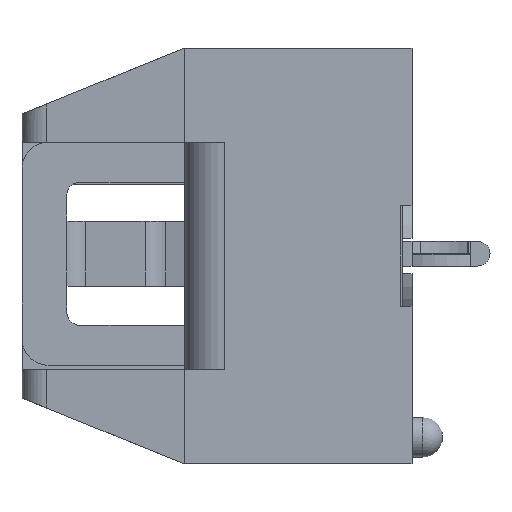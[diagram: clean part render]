
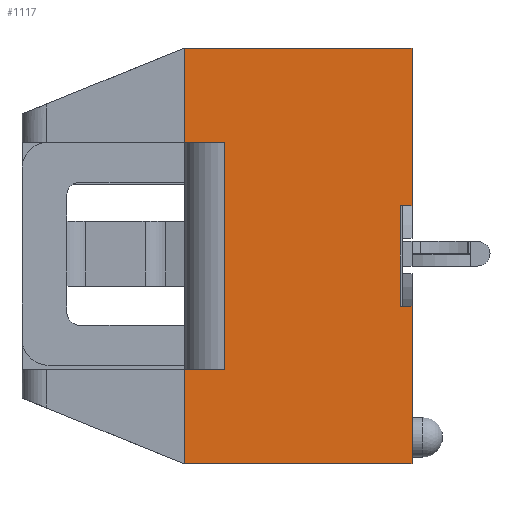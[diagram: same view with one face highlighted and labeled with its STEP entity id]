
A CAD part, left-side view. The second image highlights one B-rep face of the part: STEP entity #1117.
In plain terms, the highlighted planar face has unit normal (-1, 0, 0).
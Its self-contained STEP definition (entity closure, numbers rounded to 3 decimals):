
#802 = EDGE_CURVE ( 'NONE', #803, #804, #8573, .T. ) ;
#803 = VERTEX_POINT ( 'NONE', #8569 ) ;
#804 = VERTEX_POINT ( 'NONE', #8566 ) ;
#1057 = VERTEX_POINT ( 'NONE', #10131 ) ;
#1069 = VERTEX_POINT ( 'NONE', #10207 ) ;
#1071 = ORIENTED_EDGE ( 'NONE', *, *, #1072, .F. ) ;
#1072 = EDGE_CURVE ( 'NONE', #803, #1057, #10200, .T. ) ;
#1073 = ORIENTED_EDGE ( 'NONE', *, *, #802, .T. ) ;
#1074 = ORIENTED_EDGE ( 'NONE', *, *, #1075, .T. ) ;
#1075 = EDGE_CURVE ( 'NONE', #804, #1111, #10193, .T. ) ;
#1108 = VERTEX_POINT ( 'NONE', #10495 ) ;
#1110 = EDGE_CURVE ( 'NONE', #1108, #1111, #10493, .T. ) ;
#1111 = VERTEX_POINT ( 'NONE', #10485 ) ;
#1117 = ADVANCED_FACE ( 'NONE', ( #10458 ), #10549, .T. ) ;
#1118 = EDGE_LOOP ( 'NONE', ( #1119, #1120, #1122, #1123, #1126, #1131, #1133, #1134, #1137, #1071, #1073, #1074 ) ) ;
#1119 = ORIENTED_EDGE ( 'NONE', *, *, #1110, .F. ) ;
#1120 = ORIENTED_EDGE ( 'NONE', *, *, #1121, .F. ) ;
#1121 = EDGE_CURVE ( 'NONE', #1190, #1108, #10531, .T. ) ;
#1122 = ORIENTED_EDGE ( 'NONE', *, *, #1189, .T. ) ;
#1123 = ORIENTED_EDGE ( 'NONE', *, *, #1124, .F. ) ;
#1124 = EDGE_CURVE ( 'NONE', #1125, #1160, #10526, .T. ) ;
#1125 = VERTEX_POINT ( 'NONE', #10520 ) ;
#1126 = ORIENTED_EDGE ( 'NONE', *, *, #1129, .T. ) ;
#1127 = EDGE_CURVE ( 'NONE', #1128, #1069, #10518, .T. ) ;
#1128 = VERTEX_POINT ( 'NONE', #10628 ) ;
#1129 = EDGE_CURVE ( 'NONE', #1125, #1130, #10623, .T. ) ;
#1130 = VERTEX_POINT ( 'NONE', #10617 ) ;
#1131 = ORIENTED_EDGE ( 'NONE', *, *, #1132, .T. ) ;
#1132 = EDGE_CURVE ( 'NONE', #1130, #1128, #10613, .T. ) ;
#1133 = ORIENTED_EDGE ( 'NONE', *, *, #1127, .T. ) ;
#1134 = ORIENTED_EDGE ( 'NONE', *, *, #1135, .T. ) ;
#1135 = EDGE_CURVE ( 'NONE', #1069, #1136, #10606, .T. ) ;
#1136 = VERTEX_POINT ( 'NONE', #10599 ) ;
#1137 = ORIENTED_EDGE ( 'NONE', *, *, #1138, .T. ) ;
#1138 = EDGE_CURVE ( 'NONE', #1136, #1057, #10597, .T. ) ;
#1160 = VERTEX_POINT ( 'NONE', #10788 ) ;
#1189 = EDGE_CURVE ( 'NONE', #1190, #1160, #10859, .T. ) ;
#1190 = VERTEX_POINT ( 'NONE', #10854 ) ;
#8566 = CARTESIAN_POINT ( 'NONE',  ( -14.117, -7.849, -3.005 ) ) ;
#8569 = CARTESIAN_POINT ( 'NONE',  ( -14.117, -7.849, -9.165 ) ) ;
#8570 = DIRECTION ( 'NONE',  ( 0., 0., 1. ) ) ;
#8571 = VECTOR ( 'NONE', #8570, 1000. ) ;
#8572 = CARTESIAN_POINT ( 'NONE',  ( -14.117, -7.849, -9.165 ) ) ;
#8573 = LINE ( 'NONE', #8572, #8571 ) ;
#10131 = CARTESIAN_POINT ( 'NONE',  ( -14.117, 1.041, -9.165 ) ) ;
#10189 = DIRECTION ( 'NONE',  ( 0., 1., 0. ) ) ;
#10190 = VECTOR ( 'NONE', #10189, 1000. ) ;
#10191 = CARTESIAN_POINT ( 'NONE',  ( -14.117, -7.849, -3.005 ) ) ;
#10193 = LINE ( 'NONE', #10191, #10190 ) ;
#10195 = DIRECTION ( 'NONE',  ( 0., 1., 0. ) ) ;
#10197 = VECTOR ( 'NONE', #10195, 1000. ) ;
#10198 = CARTESIAN_POINT ( 'NONE',  ( -14.117, -7.468, -9.165 ) ) ;
#10200 = LINE ( 'NONE', #10198, #10197 ) ;
#10207 = CARTESIAN_POINT ( 'NONE',  ( -14.117, -0.533, -5.482 ) ) ;
#10458 = FACE_OUTER_BOUND ( 'NONE', #1118, .T. ) ;
#10485 = CARTESIAN_POINT ( 'NONE',  ( -14.117, -7.391, -3.005 ) ) ;
#10488 = DIRECTION ( 'NONE',  ( 0., 0., -1. ) ) ;
#10490 = VECTOR ( 'NONE', #10488, 1000. ) ;
#10492 = CARTESIAN_POINT ( 'NONE',  ( -14.117, -7.391, 0.932 ) ) ;
#10493 = LINE ( 'NONE', #10492, #10490 ) ;
#10495 = CARTESIAN_POINT ( 'NONE',  ( -14.117, -7.391, 0.932 ) ) ;
#10515 = DIRECTION ( 'NONE',  ( 0., 0., -1. ) ) ;
#10516 = VECTOR ( 'NONE', #10515, 1000. ) ;
#10517 = CARTESIAN_POINT ( 'NONE',  ( -14.117, -0.533, 7.091 ) ) ;
#10518 = LINE ( 'NONE', #10517, #10516 ) ;
#10520 = CARTESIAN_POINT ( 'NONE',  ( -14.117, 1.041, 7.091 ) ) ;
#10522 = DIRECTION ( 'NONE',  ( 0., -1., 0. ) ) ;
#10523 = VECTOR ( 'NONE', #10522, 1000. ) ;
#10524 = CARTESIAN_POINT ( 'NONE',  ( -14.117, -7.468, 7.091 ) ) ;
#10526 = LINE ( 'NONE', #10524, #10523 ) ;
#10527 = DIRECTION ( 'NONE',  ( 0., 1., 0. ) ) ;
#10528 = VECTOR ( 'NONE', #10527, 1000. ) ;
#10530 = CARTESIAN_POINT ( 'NONE',  ( -14.117, -7.849, 0.932 ) ) ;
#10531 = LINE ( 'NONE', #10530, #10528 ) ;
#10534 = DIRECTION ( 'NONE',  ( 0., 0., -1. ) ) ;
#10536 = DIRECTION ( 'NONE',  ( -1., 0., 0. ) ) ;
#10539 = CARTESIAN_POINT ( 'NONE',  ( -14.117, 7.391, 7.091 ) ) ;
#10541 = AXIS2_PLACEMENT_3D ( 'NONE', #10539, #10536, #10534 ) ;
#10549 = PLANE ( 'NONE',  #10541 ) ;
#10592 = DIRECTION ( 'NONE',  ( 0., 0., -1. ) ) ;
#10594 = VECTOR ( 'NONE', #10592, 1000. ) ;
#10596 = CARTESIAN_POINT ( 'NONE',  ( -14.117, 1.041, 7.091 ) ) ;
#10597 = LINE ( 'NONE', #10596, #10594 ) ;
#10599 = CARTESIAN_POINT ( 'NONE',  ( -14.117, 1.041, -5.482 ) ) ;
#10601 = DIRECTION ( 'NONE',  ( 0., 1., 0. ) ) ;
#10603 = VECTOR ( 'NONE', #10601, 1000. ) ;
#10605 = CARTESIAN_POINT ( 'NONE',  ( -14.117, 7.391, -5.482 ) ) ;
#10606 = LINE ( 'NONE', #10605, #10603 ) ;
#10610 = DIRECTION ( 'NONE',  ( 0., -1., 0. ) ) ;
#10611 = VECTOR ( 'NONE', #10610, 1000. ) ;
#10612 = CARTESIAN_POINT ( 'NONE',  ( -14.117, 7.391, 3.408 ) ) ;
#10613 = LINE ( 'NONE', #10612, #10611 ) ;
#10617 = CARTESIAN_POINT ( 'NONE',  ( -14.117, 1.041, 3.408 ) ) ;
#10618 = DIRECTION ( 'NONE',  ( 0., 0., -1. ) ) ;
#10619 = VECTOR ( 'NONE', #10618, 1000. ) ;
#10621 = CARTESIAN_POINT ( 'NONE',  ( -14.117, 1.041, 7.091 ) ) ;
#10623 = LINE ( 'NONE', #10621, #10619 ) ;
#10628 = CARTESIAN_POINT ( 'NONE',  ( -14.117, -0.533, 3.408 ) ) ;
#10788 = CARTESIAN_POINT ( 'NONE',  ( -14.117, -7.849, 7.091 ) ) ;
#10854 = CARTESIAN_POINT ( 'NONE',  ( -14.117, -7.849, 0.932 ) ) ;
#10855 = DIRECTION ( 'NONE',  ( 0., 0., 1. ) ) ;
#10856 = VECTOR ( 'NONE', #10855, 1000. ) ;
#10858 = CARTESIAN_POINT ( 'NONE',  ( -14.117, -7.849, 7.091 ) ) ;
#10859 = LINE ( 'NONE', #10858, #10856 ) ;
